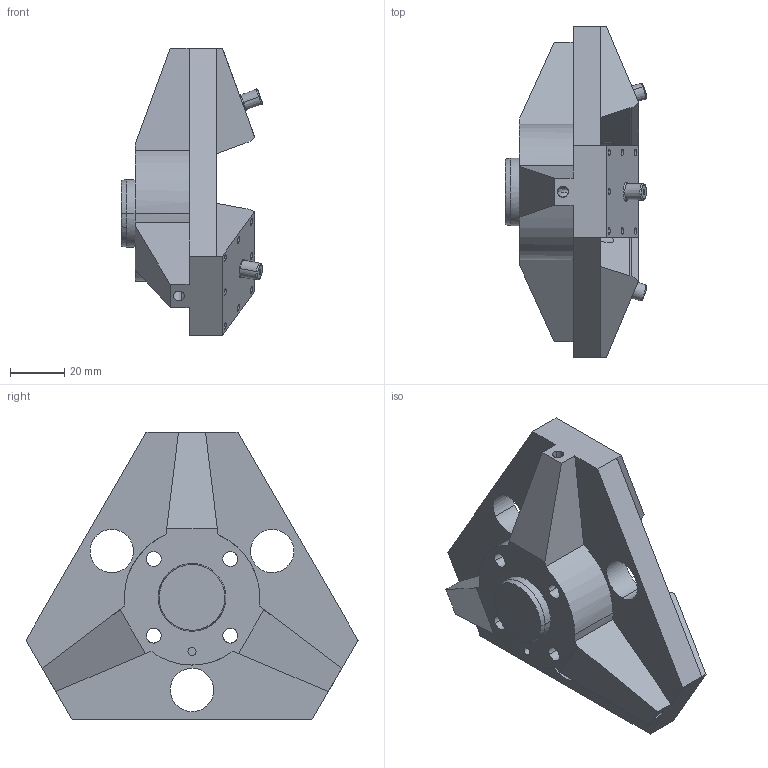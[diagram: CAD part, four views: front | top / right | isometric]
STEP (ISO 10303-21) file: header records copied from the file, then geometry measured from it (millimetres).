
FILE_DESCRIPTION(('CATIA V5 STEP Exchange'),'2;1');
FILE_NAME('Adapter Robot AR-H1.stp','2017-04-06T11:31:48+00:00',('none'),('none'),'CATIA Version 5 Release 18 GA (IN-10)','CATIA V5 STEP AP203','none');
FILE_SCHEMA(('CONFIG_CONTROL_DESIGN'));
Length unit declared in the file: millimetre
Products named in the file (1): Adapter Robot AR-H1
Bounding box: 52.11 x 122.66 x 106.22 mm (x, y, z)
Volume: 176449.3 mm3; surface area: 37741.2 mm2
Topology: 1 solids, 1 shells, 242 faces, 559 edges, 354 vertices
Faces by surface type: cylinder 81, plane 71, bspline 45, torus 38, cone 7
Entity records: 10824 total; most frequent: CARTESIAN_POINT 6001, ORIENTED_EDGE 1118, DIRECTION 656, EDGE_CURVE 559, VERTEX_POINT 350, EDGE_LOOP 293, AXIS2_PLACEMENT_3D 284, B_SPLINE_CURVE_WITH_KNOTS 265
